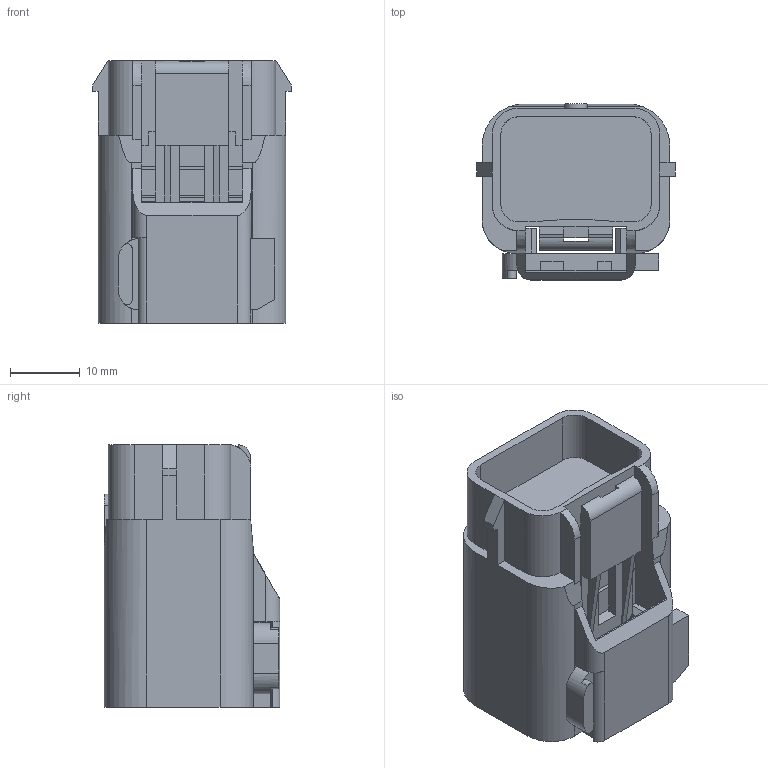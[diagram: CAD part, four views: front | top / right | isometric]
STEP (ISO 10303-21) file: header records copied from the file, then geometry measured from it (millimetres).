
FILE_DESCRIPTION(/* description */ (''),/* implementation_level */ '2;1');
FILE_NAME(/* name */ '35231417-STEP-3D.stp',/* time_stamp */ '2021-04-05T13:36:07+05:00',/* author */ (''),/* organization */ (''),/* preprocessor_version */ 'ST-DEVELOPER v16.7',/* originating_system */ 'SIEMENS PLM Software NX 12.0',/* authorisation */ '');
FILE_SCHEMA (('AUTOMOTIVE_DESIGN { 1 0 10303 214 3 1 1 1 }'));
Length unit declared in the file: millimetre
Products named in the file (1): cjzt235031832nzv
Bounding box: 28.5 x 25.25 x 37.7 mm (x, y, z)
Volume: 12190 mm3; surface area: 10034 mm2
Topology: 1 solids, 1 shells, 302 faces, 865 edges, 569 vertices
Faces by surface type: plane 243, cylinder 57, bspline 2
Entity records: 9874 total; most frequent: CARTESIAN_POINT 1827, ORIENTED_EDGE 1730, DIRECTION 1588, EDGE_CURVE 865, LINE 728, VECTOR 728, VERTEX_POINT 569, AXIS2_PLACEMENT_3D 430
